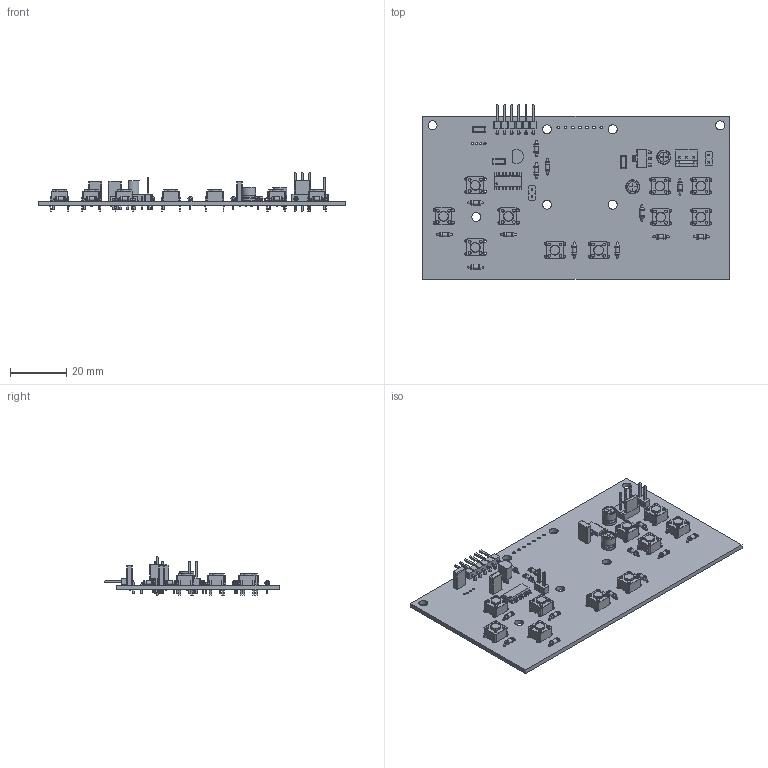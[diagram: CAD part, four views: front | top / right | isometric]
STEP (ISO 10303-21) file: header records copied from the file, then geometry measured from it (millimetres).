
FILE_DESCRIPTION(('FreeCAD Model'),'2;1');
FILE_NAME('Gamegame.step', '2018-03-10T16:18:46',('kicad StepUp'),('ksu MCAD'), 'Open CASCADE STEP processor 6.9','FreeCAD','Unknown');
FILE_SCHEMA(('AUTOMOTIVE_DESIGN_CC2 { 1 2 10303 214 -1 1 5 4 }'));
Length unit declared in the file: millimetre
Products named in the file (37): ASSEMBLY; Pcb; C_Rect_L46mm_W20mm_P250mm_MKS02_FKP02_; C_Rect_L46mm_W20mm_P250mm_MKS02_FKP02_001; CP_Radial_D50mm_P200mm_; CP_Radial_D50mm_P200mm_001; C_Rect_L46mm_W20mm_P250mm_MKS02_FKP02_002; PinHeader_1x06_P254mm_Horizontal_; PinHeader_1x02_P254mm_Vertical_; TO-92_Inline_Narrow_; R_Axial_DIN0204_L36mm_D16mm_P508mm_Horizontal_; R_Axial_DIN0204_L36mm_D16mm_P508mm_Horizontal_001; R_Axial_DIN0204_L36mm_D16mm_P508mm_Horizontal_002; R_Axial_DIN0204_L36mm_D16mm_P508mm_Horizontal_003; R_Axial_DIN0204_L36mm_D16mm_P508mm_Horizontal_004; R_Axial_DIN0204_L36mm_D16mm_P508mm_Horizontal_005; R_Axial_DIN0204_L36mm_D16mm_P508mm_Horizontal_006; R_Axial_DIN0204_L36mm_D16mm_P508mm_Horizontal_007; R_Axial_DIN0204_L36mm_D16mm_P508mm_Horizontal_008; R_Axial_DIN0204_L36mm_D16mm_P508mm_Horizontal_009; R_Axial_DIN0204_L36mm_D16mm_P508mm_Horizontal_010; R_Axial_DIN0204_L36mm_D16mm_P508mm_Horizontal_011; R_Axial_DIN0204_L36mm_D16mm_P508mm_Horizontal_012; SW_PUSH_6mm_; SW_PUSH_6mm_001; SW_PUSH_6mm_002; SW_PUSH_6mm_003; SW_PUSH_6mm_004; SW_PUSH_6mm_005; SW_PUSH_6mm_006; SW_PUSH_6mm_007; SW_PUSH_6mm_008; SW_PUSH_6mm_009; Fan_Pin_Header_Straight_1x03_; SOIC_16_39x99mm_P127mm_; SOT_223_; PinHeader_1x02_P254mm_Vertical_001
Assembly tree (36 placements, depth 2):
  ASSEMBLY
    Pcb
    C_Rect_L46mm_W20mm_P250mm_MKS02_FKP02_
    C_Rect_L46mm_W20mm_P250mm_MKS02_FKP02_001
    CP_Radial_D50mm_P200mm_
    CP_Radial_D50mm_P200mm_001
    C_Rect_L46mm_W20mm_P250mm_MKS02_FKP02_002
    PinHeader_1x06_P254mm_Horizontal_
    PinHeader_1x02_P254mm_Vertical_
    TO-92_Inline_Narrow_
    R_Axial_DIN0204_L36mm_D16mm_P508mm_Horizontal_
    R_Axial_DIN0204_L36mm_D16mm_P508mm_Horizontal_001
    R_Axial_DIN0204_L36mm_D16mm_P508mm_Horizontal_002
    R_Axial_DIN0204_L36mm_D16mm_P508mm_Horizontal_003
    R_Axial_DIN0204_L36mm_D16mm_P508mm_Horizontal_004
    R_Axial_DIN0204_L36mm_D16mm_P508mm_Horizontal_005
    R_Axial_DIN0204_L36mm_D16mm_P508mm_Horizontal_006
    R_Axial_DIN0204_L36mm_D16mm_P508mm_Horizontal_007
    R_Axial_DIN0204_L36mm_D16mm_P508mm_Horizontal_008
    R_Axial_DIN0204_L36mm_D16mm_P508mm_Horizontal_009
    R_Axial_DIN0204_L36mm_D16mm_P508mm_Horizontal_010
    R_Axial_DIN0204_L36mm_D16mm_P508mm_Horizontal_011
    R_Axial_DIN0204_L36mm_D16mm_P508mm_Horizontal_012
    SW_PUSH_6mm_
    SW_PUSH_6mm_001
    SW_PUSH_6mm_002
    SW_PUSH_6mm_003
    SW_PUSH_6mm_004
    SW_PUSH_6mm_005
    SW_PUSH_6mm_006
    SW_PUSH_6mm_007
    SW_PUSH_6mm_008
    SW_PUSH_6mm_009
    Fan_Pin_Header_Straight_1x03_
    SOIC_16_39x99mm_P127mm_
    SOT_223_
    PinHeader_1x02_P254mm_Vertical_001
Bounding box: 108.75 x 61.79 x 13.5 mm (x, y, z)
Volume: 12276.7 mm3; surface area: 17772.1 mm2
Topology: 36 solids, 38 shells, 2240 faces, 5566 edges, 3532 vertices
Faces by surface type: plane 1354, cylinder 730, bspline 68, torus 66, sphere 12, revolution 10
Full cylindrical faces by diameter (mm): 0.4 x6, 0.5 x30, 0.6 x1, 0.7 x32, 0.75 x3, 0.762 x4, 0.8 x4, 1 x57, 1.02 x3, 1.1 x40, 1.44 x13, 1.6 x26, 3.2 x7, 3.5 x10
Entity records: 85574 total; most frequent: CARTESIAN_POINT 15569, DIRECTION 11406, ORIENTED_EDGE 11108, EDGE_CURVE 5554, LINE 3878, VECTOR 3878, AXIS2_PLACEMENT_3D 3759, VERTEX_POINT 3532
